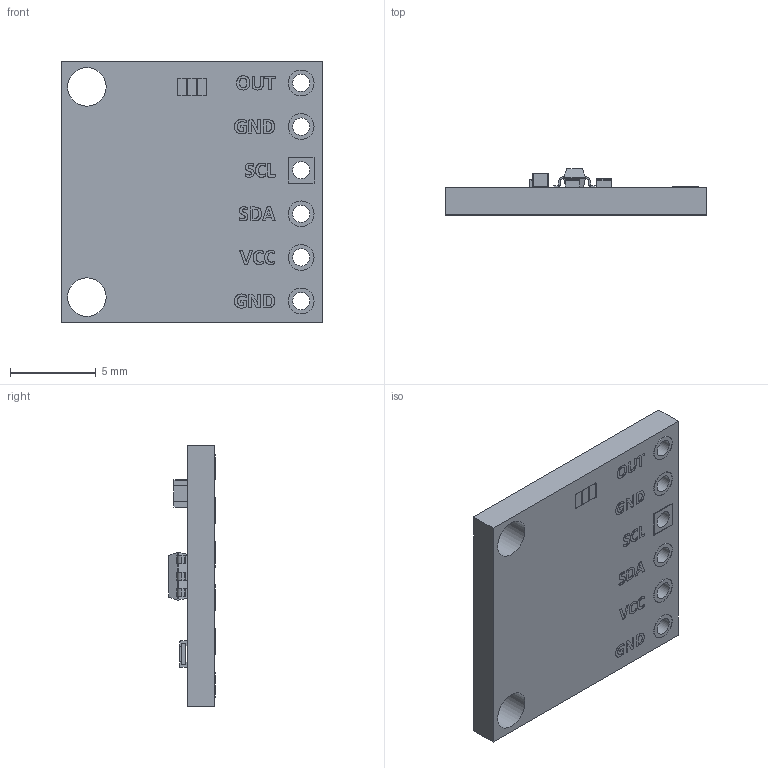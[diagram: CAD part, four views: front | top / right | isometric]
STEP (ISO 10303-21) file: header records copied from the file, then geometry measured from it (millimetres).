
FILE_DESCRIPTION(/* description */ (''),/* implementation_level */ '2;1');
FILE_NAME(/* name */ 'MCP4725.stp',/* time_stamp */ '2024-10-30T20:54:46+01:00',/* author */ ('Administrador'),/* organization */ (''),/* preprocessor_version */ 'ST-DEVELOPER v18.1',/* originating_system */ 'Autodesk Inventor 2021',/* authorisation */ '');
FILE_SCHEMA (('AUTOMOTIVE_DESIGN { 1 0 10303 214 3 1 1 }'));
Length unit declared in the file: millimetre
Products named in the file (6): MCP4725 PCB; PCB; SOT23-6; resistencia_smd_0603 ; resistencia_smd_0603 _1; !_0603
Assembly tree (6 placements, depth 2):
  MCP4725 PCB
    PCB
    SOT23-6
    resistencia_smd_0603 
    resistencia_smd_0603 _1  x2
    !_0603
Bounding box: 15.25 x 2.71 x 15.25 mm (x, y, z)
Volume: 358.4 mm3; surface area: 648 mm2
Topology: 17 solids, 17 shells, 1318 faces, 3503 edges, 2310 vertices
Faces by surface type: plane 694, bspline 552, cylinder 64, sphere 8
Full cylindrical faces by diameter (mm): 1 x6, 1.5 x10, 2.25 x2
Entity records: 46715 total; most frequent: CARTESIAN_POINT 17941, ORIENTED_EDGE 6608, DIRECTION 3772, EDGE_CURVE 3304, VERTEX_POINT 2182, LINE 2098, VECTOR 2098, EDGE_LOOP 1355
